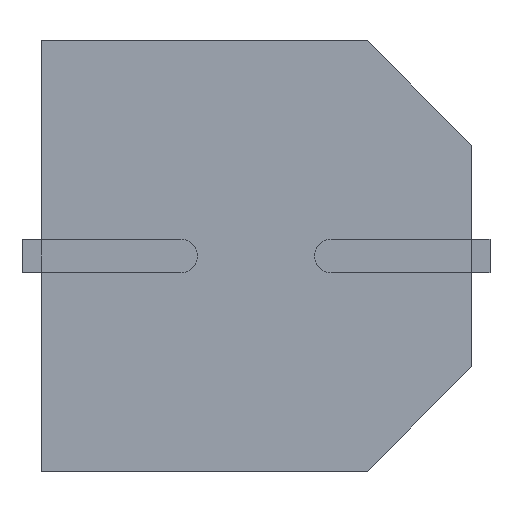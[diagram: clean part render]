
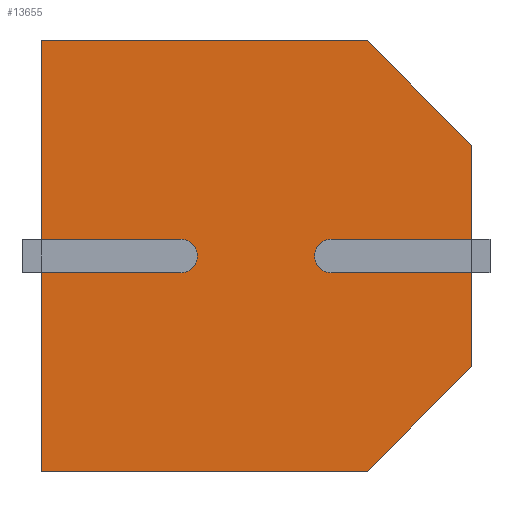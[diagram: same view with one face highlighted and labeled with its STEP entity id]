
A CAD part, front view. The second image highlights one B-rep face of the part: STEP entity #13655.
In plain terms, the highlighted planar face has unit normal (0, -1, 0).
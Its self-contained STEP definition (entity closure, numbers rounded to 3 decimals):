
#939 = ORIENTED_EDGE ( 'NONE', *, *, #6468, .T. ) ;
#1476 = EDGE_CURVE ( 'NONE', #4906, #9429, #7917, .T. ) ;
#1766 = DIRECTION ( 'NONE',  ( -1., 0., 0. ) ) ;
#2303 = DIRECTION ( 'NONE',  ( 0., 0., 1. ) ) ;
#2527 = DIRECTION ( 'NONE',  ( 0., 0., -1. ) ) ;
#2631 = EDGE_CURVE ( 'NONE', #5553, #7950, #9387, .T. ) ;
#2767 = CARTESIAN_POINT ( 'NONE',  ( 3.329, -7.209, 6.437 ) ) ;
#3047 = DIRECTION ( 'NONE',  ( 0., -1., 0. ) ) ;
#3268 = CARTESIAN_POINT ( 'NONE',  ( -6.421, -7.209, -6.438 ) ) ;
#3274 = EDGE_LOOP ( 'NONE', ( #939, #10110, #4377, #4302, #7118, #13820 ) ) ;
#3964 = DIRECTION ( 'NONE',  ( -0.707, 0., 0.707 ) ) ;
#4151 = CARTESIAN_POINT ( 'NONE',  ( -6.421, -7.209, -6.438 ) ) ;
#4302 = ORIENTED_EDGE ( 'NONE', *, *, #5158, .T. ) ;
#4377 = ORIENTED_EDGE ( 'NONE', *, *, #1476, .T. ) ;
#4463 = FACE_OUTER_BOUND ( 'NONE', #3274, .T. ) ;
#4906 = VERTEX_POINT ( 'NONE', #13909 ) ;
#5126 = CARTESIAN_POINT ( 'NONE',  ( -6.421, -7.209, 6.437 ) ) ;
#5158 = EDGE_CURVE ( 'NONE', #9429, #5553, #13663, .T. ) ;
#5411 = EDGE_CURVE ( 'NONE', #8379, #4906, #14328, .T. ) ;
#5553 = VERTEX_POINT ( 'NONE', #12378 ) ;
#6468 = EDGE_CURVE ( 'NONE', #14678, #8379, #6984, .T. ) ;
#6574 = CARTESIAN_POINT ( 'NONE',  ( 3.329, -7.209, 6.437 ) ) ;
#6910 = CARTESIAN_POINT ( 'NONE',  ( -6.421, -7.209, 6.437 ) ) ;
#6972 = VECTOR ( 'NONE', #11576, 1000. ) ;
#6984 = LINE ( 'NONE', #6910, #6972 ) ;
#7118 = ORIENTED_EDGE ( 'NONE', *, *, #2631, .T. ) ;
#7620 = EDGE_CURVE ( 'NONE', #7950, #14678, #8308, .T. ) ;
#7917 = LINE ( 'NONE', #12737, #14463 ) ;
#7950 = VERTEX_POINT ( 'NONE', #6574 ) ;
#8308 = LINE ( 'NONE', #5126, #13707 ) ;
#8379 = VERTEX_POINT ( 'NONE', #3268 ) ;
#8893 = VECTOR ( 'NONE', #12089, 1000. ) ;
#8997 = PLANE ( 'NONE',  #13016 ) ;
#9387 = LINE ( 'NONE', #2767, #11233 ) ;
#9428 = CARTESIAN_POINT ( 'NONE',  ( -6.421, -7.209, 6.437 ) ) ;
#9429 = VERTEX_POINT ( 'NONE', #9854 ) ;
#9854 = CARTESIAN_POINT ( 'NONE',  ( 6.454, -7.209, -3.313 ) ) ;
#10110 = ORIENTED_EDGE ( 'NONE', *, *, #5411, .T. ) ;
#10366 = DIRECTION ( 'NONE',  ( 0.707, 0., 0.707 ) ) ;
#10797 = VECTOR ( 'NONE', #2303, 1000. ) ;
#11233 = VECTOR ( 'NONE', #3964, 1000. ) ;
#11576 = DIRECTION ( 'NONE',  ( 0., 0., -1. ) ) ;
#12089 = DIRECTION ( 'NONE',  ( 1., 0., 0. ) ) ;
#12378 = CARTESIAN_POINT ( 'NONE',  ( 6.454, -7.209, 3.312 ) ) ;
#12737 = CARTESIAN_POINT ( 'NONE',  ( 6.454, -7.209, -3.313 ) ) ;
#13016 = AXIS2_PLACEMENT_3D ( 'NONE', #14352, #3047, #2527 ) ;
#13589 = CARTESIAN_POINT ( 'NONE',  ( 6.454, -7.209, 3.312 ) ) ;
#13655 = ADVANCED_FACE ( 'NONE', ( #4463 ), #8997, .T. ) ;
#13663 = LINE ( 'NONE', #13589, #10797 ) ;
#13707 = VECTOR ( 'NONE', #1766, 1000. ) ;
#13820 = ORIENTED_EDGE ( 'NONE', *, *, #7620, .T. ) ;
#13909 = CARTESIAN_POINT ( 'NONE',  ( 3.329, -7.209, -6.438 ) ) ;
#14328 = LINE ( 'NONE', #4151, #8893 ) ;
#14352 = CARTESIAN_POINT ( 'NONE',  ( 0.016, -7.209, 0. ) ) ;
#14463 = VECTOR ( 'NONE', #10366, 1000. ) ;
#14678 = VERTEX_POINT ( 'NONE', #9428 ) ;
